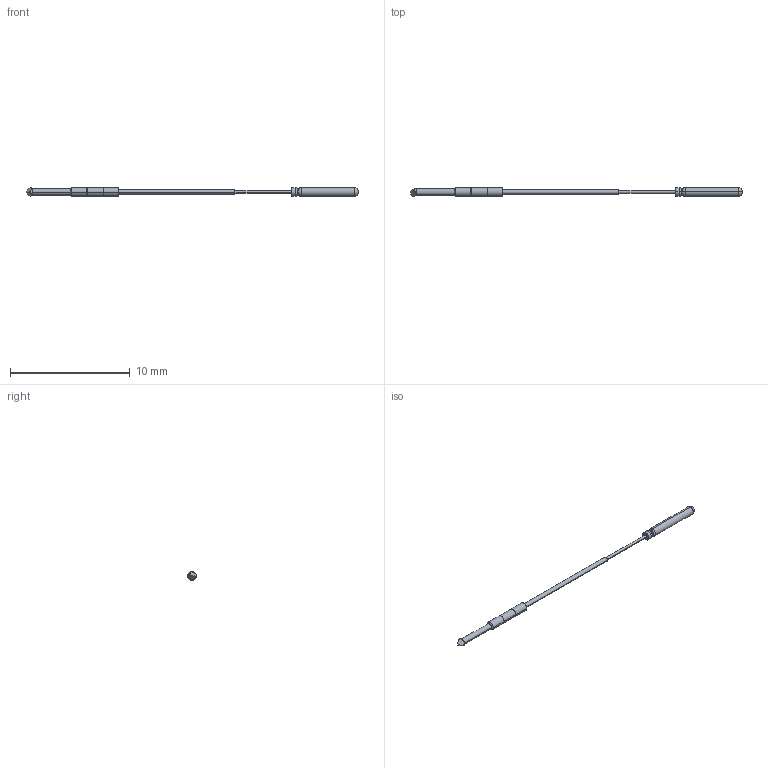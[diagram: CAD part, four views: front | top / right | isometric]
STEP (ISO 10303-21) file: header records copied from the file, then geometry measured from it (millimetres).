
FILE_DESCRIPTION (( 'STEP AP214' ), '1' );
FILE_NAME ('050-PLP1603_-_.STEP', '2013-05-09T19:34:54', ( 'spare' ), ( '' ), 'SwSTEP 2.0', 'SolidWorks 2012', '' );
FILE_SCHEMA (( 'AUTOMOTIVE_DESIGN' ));
Length unit declared in the file: inch
Products named in the file (1): 050-PLP1603_-_
Bounding box: 27.69 x 0.72 x 0.72 mm (x, y, z)
Volume: 5.8 mm3; surface area: 43.3 mm2
Topology: 1 solids, 1 shells, 46 faces, 96 edges, 54 vertices
Faces by surface type: cylinder 19, torus 10, cone 10, plane 7
Entity records: 1262 total; most frequent: DIRECTION 234, CARTESIAN_POINT 231, ORIENTED_EDGE 192, AXIS2_PLACEMENT_3D 101, EDGE_CURVE 96, CIRCLE 54, VERTEX_POINT 54, EDGE_LOOP 48
